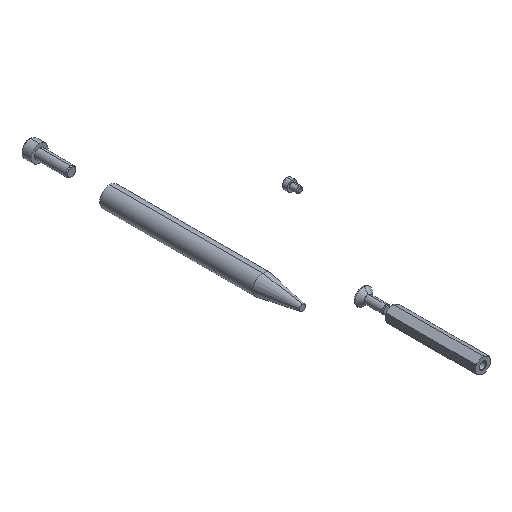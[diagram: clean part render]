
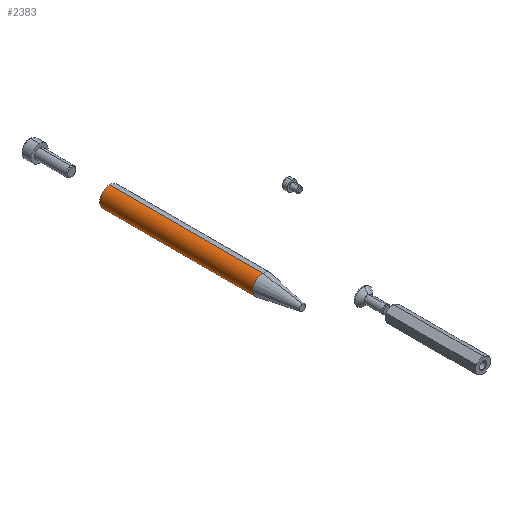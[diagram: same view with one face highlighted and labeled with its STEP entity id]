
A CAD part, isometric view. The second image highlights one B-rep face of the part: STEP entity #2383.
In plain terms, the highlighted cylindrical face has radius 5 mm (diameter 10 mm), a partial arc.
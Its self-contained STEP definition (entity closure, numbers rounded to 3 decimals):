
#34 = VERTEX_POINT ( 'NONE', #1070 ) ;
#93 = VERTEX_POINT ( 'NONE', #842 ) ;
#205 = CYLINDRICAL_SURFACE ( 'NONE', #661, 5. ) ;
#451 = VERTEX_POINT ( 'NONE', #1007 ) ;
#461 = LINE ( 'NONE', #3096, #1567 ) ;
#574 = CARTESIAN_POINT ( 'NONE',  ( 0., 65., 0. ) ) ;
#631 = DIRECTION ( 'NONE',  ( 0., 0., 1. ) ) ;
#661 = AXIS2_PLACEMENT_3D ( 'NONE', #2865, #3105, #631 ) ;
#662 = CARTESIAN_POINT ( 'NONE',  ( 0., -11.351, -5. ) ) ;
#724 = CARTESIAN_POINT ( 'NONE',  ( 0., 70.713, -5. ) ) ;
#775 = CIRCLE ( 'NONE', #951, 5. ) ;
#806 = CARTESIAN_POINT ( 'NONE',  ( 0., -11.351, 0. ) ) ;
#842 = CARTESIAN_POINT ( 'NONE',  ( 0., -11.351, 5. ) ) ;
#946 = DIRECTION ( 'NONE',  ( 0., 0., 1. ) ) ;
#951 = AXIS2_PLACEMENT_3D ( 'NONE', #806, #2509, #946 ) ;
#1007 = CARTESIAN_POINT ( 'NONE',  ( 0., 65., 5. ) ) ;
#1070 = CARTESIAN_POINT ( 'NONE',  ( 0., 65., -5. ) ) ;
#1089 = DIRECTION ( 'NONE',  ( 0., 1., 0. ) ) ;
#1364 = ORIENTED_EDGE ( 'NONE', *, *, #2178, .F. ) ;
#1368 = FACE_OUTER_BOUND ( 'NONE', #1681, .T. ) ;
#1369 = VERTEX_POINT ( 'NONE', #662 ) ;
#1382 = ORIENTED_EDGE ( 'NONE', *, *, #1928, .F. ) ;
#1398 = ORIENTED_EDGE ( 'NONE', *, *, #2347, .T. ) ;
#1462 = DIRECTION ( 'NONE',  ( 0., 1., 0. ) ) ;
#1567 = VECTOR ( 'NONE', #1649, 1000. ) ;
#1598 = DIRECTION ( 'NONE',  ( 0., 0., 1. ) ) ;
#1649 = DIRECTION ( 'NONE',  ( 0., 1., 0. ) ) ;
#1681 = EDGE_LOOP ( 'NONE', ( #1364, #1732, #1398, #1382 ) ) ;
#1732 = ORIENTED_EDGE ( 'NONE', *, *, #2511, .T. ) ;
#1928 = EDGE_CURVE ( 'NONE', #34, #451, #2341, .T. ) ;
#2167 = AXIS2_PLACEMENT_3D ( 'NONE', #574, #1089, #1598 ) ;
#2178 = EDGE_CURVE ( 'NONE', #1369, #34, #2490, .T. ) ;
#2295 = VECTOR ( 'NONE', #1462, 1000. ) ;
#2341 = CIRCLE ( 'NONE', #2167, 5. ) ;
#2347 = EDGE_CURVE ( 'NONE', #93, #451, #461, .T. ) ;
#2383 = ADVANCED_FACE ( 'NONE', ( #1368 ), #205, .T. ) ;
#2490 = LINE ( 'NONE', #724, #2295 ) ;
#2509 = DIRECTION ( 'NONE',  ( 0., 1., 0. ) ) ;
#2511 = EDGE_CURVE ( 'NONE', #1369, #93, #775, .T. ) ;
#2865 = CARTESIAN_POINT ( 'NONE',  ( 0., 70.713, 0. ) ) ;
#3096 = CARTESIAN_POINT ( 'NONE',  ( 0., 70.713, 5. ) ) ;
#3105 = DIRECTION ( 'NONE',  ( 0., 1., 0. ) ) ;
